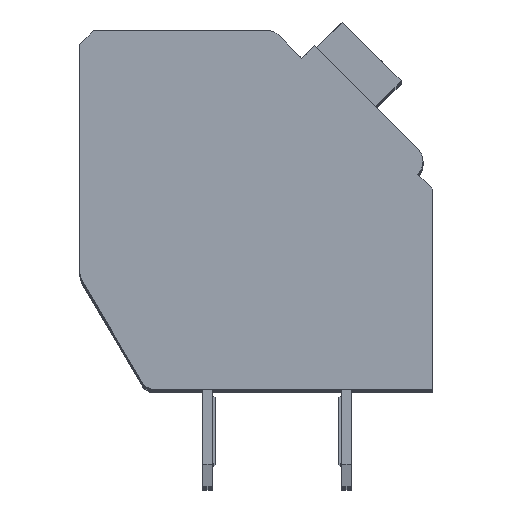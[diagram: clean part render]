
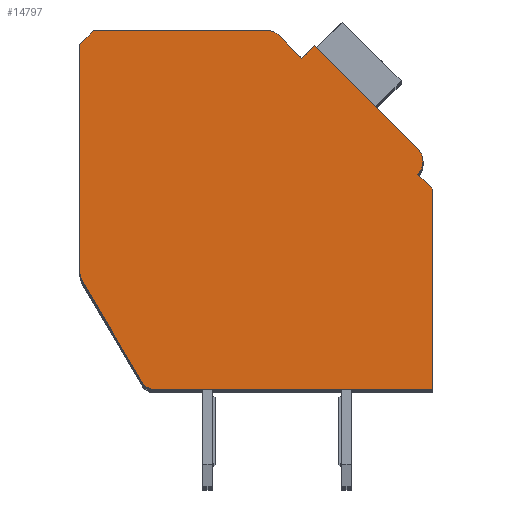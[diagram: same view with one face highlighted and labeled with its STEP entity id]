
A CAD part, top view. The second image highlights one B-rep face of the part: STEP entity #14797.
In plain terms, the highlighted planar face has unit normal (0, 0, 1).
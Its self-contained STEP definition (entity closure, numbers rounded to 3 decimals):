
#316=DIRECTION('',(0.,-1.,0.));
#317=VECTOR('',#316,8.053);
#318=CARTESIAN_POINT('',(-12.7,12.4,2.1));
#319=LINE('',#318,#317);
#320=DIRECTION('',(-0.707,-0.707,0.));
#321=VECTOR('',#320,0.707);
#322=CARTESIAN_POINT('',(-12.2,12.9,2.1));
#323=LINE('',#322,#321);
#324=DIRECTION('',(-1.,0.,0.));
#325=VECTOR('',#324,6.298);
#326=CARTESIAN_POINT('',(-5.902,12.9,2.1));
#327=LINE('',#326,#325);
#328=CARTESIAN_POINT('',(-5.902,12.4,2.1));
#329=DIRECTION('',(0.,0.,1.));
#330=DIRECTION('',(0.707,0.707,0.));
#331=AXIS2_PLACEMENT_3D('',#328,#329,#330);
#333=DIRECTION('',(-0.707,0.707,0.));
#334=VECTOR('',#333,1.197);
#335=CARTESIAN_POINT('',(-4.702,11.907,2.1));
#336=LINE('',#335,#334);
#337=DIRECTION('',(-0.707,-0.707,0.));
#338=VECTOR('',#337,0.65);
#339=CARTESIAN_POINT('',(-4.243,12.367,2.1));
#340=LINE('',#339,#338);
#341=DIRECTION('',(-0.707,0.707,0.));
#342=VECTOR('',#341,5.25);
#343=CARTESIAN_POINT('',(-0.53,8.655,2.1));
#344=LINE('',#343,#342);
#345=CARTESIAN_POINT('',(-0.99,8.195,2.1));
#346=DIRECTION('',(0.,0.,1.));
#347=DIRECTION('',(0.707,-0.707,0.));
#348=AXIS2_PLACEMENT_3D('',#345,#346,#347);
#350=DIRECTION('',(-0.707,0.707,0.));
#351=VECTOR('',#350,0.75);
#352=CARTESIAN_POINT('',(0.,7.205,2.1));
#353=LINE('',#352,#351);
#354=DIRECTION('',(0.,1.,0.));
#355=VECTOR('',#354,7.205);
#356=CARTESIAN_POINT('',(0.,0.,2.1));
#357=LINE('',#356,#355);
#358=DIRECTION('',(1.,0.,0.));
#359=VECTOR('',#358,10.014);
#360=CARTESIAN_POINT('',(-10.014,0.,2.1));
#361=LINE('',#360,#359);
#362=CARTESIAN_POINT('',(-10.014,0.5,2.1));
#363=DIRECTION('',(0.,0.,1.));
#364=DIRECTION('',(-0.862,-0.508,0.));
#365=AXIS2_PLACEMENT_3D('',#362,#363,#364);
#367=DIRECTION('',(0.508,-0.862,0.));
#368=VECTOR('',#367,4.17);
#369=CARTESIAN_POINT('',(-12.562,3.839,2.1));
#370=LINE('',#369,#368);
#371=CARTESIAN_POINT('',(-11.7,4.347,2.1));
#372=DIRECTION('',(0.,0.,1.));
#373=DIRECTION('',(-1.,0.,0.));
#374=AXIS2_PLACEMENT_3D('',#371,#372,#373);
#11075=CARTESIAN_POINT('',(-12.7,12.4,2.1));
#11076=CARTESIAN_POINT('',(-12.7,4.347,2.1));
#11077=VERTEX_POINT('',#11075);
#11078=VERTEX_POINT('',#11076);
#11079=CARTESIAN_POINT('',(-12.562,3.839,2.1));
#11080=VERTEX_POINT('',#11079);
#11081=CARTESIAN_POINT('',(-10.445,0.246,2.1));
#11082=VERTEX_POINT('',#11081);
#11083=CARTESIAN_POINT('',(-10.014,0.,2.1));
#11084=VERTEX_POINT('',#11083);
#11085=CARTESIAN_POINT('',(0.,0.,2.1));
#11086=VERTEX_POINT('',#11085);
#11087=CARTESIAN_POINT('',(0.,7.205,2.1));
#11088=VERTEX_POINT('',#11087);
#11089=CARTESIAN_POINT('',(-0.53,7.735,2.1));
#11090=VERTEX_POINT('',#11089);
#11091=CARTESIAN_POINT('',(-0.53,8.655,2.1));
#11092=VERTEX_POINT('',#11091);
#11093=CARTESIAN_POINT('',(-4.243,12.367,2.1));
#11094=VERTEX_POINT('',#11093);
#11095=CARTESIAN_POINT('',(-4.702,11.907,2.1));
#11096=VERTEX_POINT('',#11095);
#11097=CARTESIAN_POINT('',(-5.548,12.754,2.1));
#11098=VERTEX_POINT('',#11097);
#11099=CARTESIAN_POINT('',(-5.902,12.9,2.1));
#11100=VERTEX_POINT('',#11099);
#11101=CARTESIAN_POINT('',(-12.2,12.9,2.1));
#11102=VERTEX_POINT('',#11101);
#14764=CARTESIAN_POINT('',(0.,0.,2.1));
#14765=DIRECTION('',(0.,0.,1.));
#14766=DIRECTION('',(1.,0.,0.));
#14767=AXIS2_PLACEMENT_3D('',#14764,#14765,#14766);
#14768=PLANE('',#14767);
#14769=ORIENTED_EDGE('',*,*,#14494,.F.);
#14771=ORIENTED_EDGE('',*,*,#14770,.F.);
#14773=ORIENTED_EDGE('',*,*,#14772,.F.);
#14775=ORIENTED_EDGE('',*,*,#14774,.F.);
#14777=ORIENTED_EDGE('',*,*,#14776,.F.);
#14779=ORIENTED_EDGE('',*,*,#14778,.F.);
#14781=ORIENTED_EDGE('',*,*,#14780,.F.);
#14783=ORIENTED_EDGE('',*,*,#14782,.F.);
#14785=ORIENTED_EDGE('',*,*,#14784,.F.);
#14787=ORIENTED_EDGE('',*,*,#14786,.F.);
#14789=ORIENTED_EDGE('',*,*,#14788,.F.);
#14791=ORIENTED_EDGE('',*,*,#14790,.F.);
#14793=ORIENTED_EDGE('',*,*,#14792,.F.);
#14794=ORIENTED_EDGE('',*,*,#14607,.F.);
#14795=EDGE_LOOP('',(#14769,#14771,#14773,#14775,#14777,#14779,#14781,#14783,
#14785,#14787,#14789,#14791,#14793,#14794));
#14796=FACE_OUTER_BOUND('',#14795,.F.);
#332=CIRCLE('',#331,0.5);
#349=CIRCLE('',#348,0.65);
#366=CIRCLE('',#365,0.5);
#375=CIRCLE('',#374,1.);
#14494=EDGE_CURVE('',#11077,#11078,#319,.T.);
#14607=EDGE_CURVE('',#11078,#11080,#375,.T.);
#14770=EDGE_CURVE('',#11102,#11077,#323,.T.);
#14772=EDGE_CURVE('',#11100,#11102,#327,.T.);
#14774=EDGE_CURVE('',#11098,#11100,#332,.T.);
#14776=EDGE_CURVE('',#11096,#11098,#336,.T.);
#14778=EDGE_CURVE('',#11094,#11096,#340,.T.);
#14780=EDGE_CURVE('',#11092,#11094,#344,.T.);
#14782=EDGE_CURVE('',#11090,#11092,#349,.T.);
#14784=EDGE_CURVE('',#11088,#11090,#353,.T.);
#14786=EDGE_CURVE('',#11086,#11088,#357,.T.);
#14788=EDGE_CURVE('',#11084,#11086,#361,.T.);
#14790=EDGE_CURVE('',#11082,#11084,#366,.T.);
#14792=EDGE_CURVE('',#11080,#11082,#370,.T.);
#14797=ADVANCED_FACE('',(#14796),#14768,.T.);
